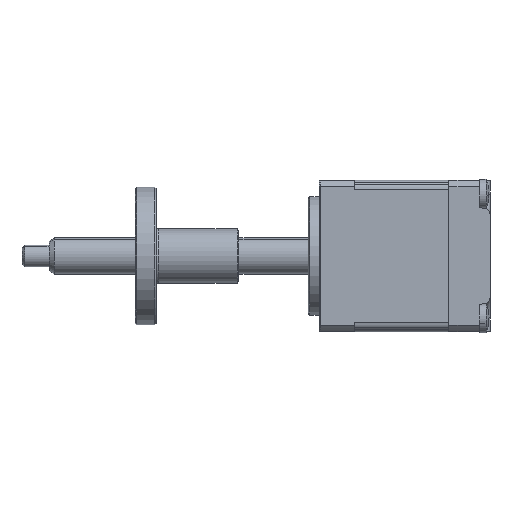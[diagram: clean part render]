
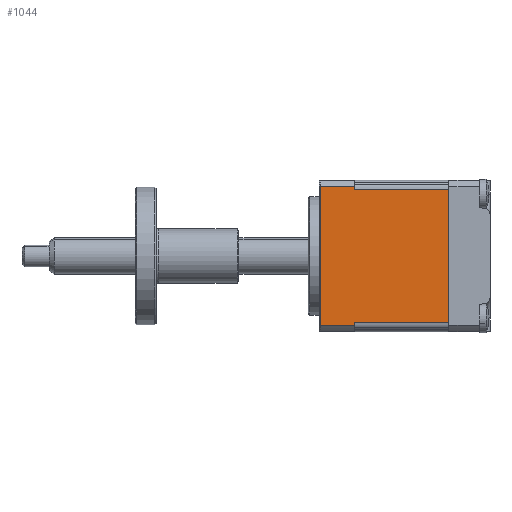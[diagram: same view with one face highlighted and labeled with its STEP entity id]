
A CAD part, left-side view. The second image highlights one B-rep face of the part: STEP entity #1044.
In plain terms, the highlighted planar face has unit normal (-1, 0, 0).
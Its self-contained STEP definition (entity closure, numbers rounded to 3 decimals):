
#42 = CARTESIAN_POINT ( 'NONE',  ( -16.455, -9.724, 45.847 ) ) ;
#67 = CARTESIAN_POINT ( 'NONE',  ( -16.455, 7.776, 20.698 ) ) ;
#598 = ORIENTED_EDGE ( 'NONE', *, *, #3535, .T. ) ;
#609 = DIRECTION ( 'NONE',  ( 0., 1., 0. ) ) ;
#687 = DIRECTION ( 'NONE',  ( 0., 0., -1. ) ) ;
#829 = PLANE ( 'NONE',  #5250 ) ;
#1044 = ADVANCED_FACE ( 'NONE', ( #4950 ), #829, .F. ) ;
#1097 = DIRECTION ( 'NONE',  ( 0., 1., 0. ) ) ;
#1185 = LINE ( 'NONE', #9018, #8257 ) ;
#1499 = CARTESIAN_POINT ( 'NONE',  ( -16.455, 14.076, 20.698 ) ) ;
#1746 = DIRECTION ( 'NONE',  ( 0., 0., -1. ) ) ;
#1814 = DIRECTION ( 'NONE',  ( 0., 0., 1. ) ) ;
#1864 = ORIENTED_EDGE ( 'NONE', *, *, #6922, .F. ) ;
#1965 = CARTESIAN_POINT ( 'NONE',  ( -16.455, -9.724, 45.847 ) ) ;
#1977 = VERTEX_POINT ( 'NONE', #1965 ) ;
#2185 = VECTOR ( 'NONE', #8271, 1000. ) ;
#2242 = VECTOR ( 'NONE', #1097, 1000. ) ;
#2565 = EDGE_CURVE ( 'NONE', #10293, #3070, #11221, .T. ) ;
#2641 = LINE ( 'NONE', #11618, #4259 ) ;
#3070 = VERTEX_POINT ( 'NONE', #1499 ) ;
#3192 = EDGE_CURVE ( 'NONE', #1977, #8567, #1185, .T. ) ;
#3290 = DIRECTION ( 'NONE',  ( 0., 1., 0. ) ) ;
#3535 = EDGE_CURVE ( 'NONE', #1977, #8473, #7846, .T. ) ;
#3679 = VERTEX_POINT ( 'NONE', #11841 ) ;
#3681 = ORIENTED_EDGE ( 'NONE', *, *, #11377, .F. ) ;
#3814 = LINE ( 'NONE', #67, #8898 ) ;
#3869 = EDGE_CURVE ( 'NONE', #8567, #3679, #9232, .T. ) ;
#4259 = VECTOR ( 'NONE', #609, 1000. ) ;
#4616 = CARTESIAN_POINT ( 'NONE',  ( -16.455, -9.724, 45.847 ) ) ;
#4697 = LINE ( 'NONE', #11871, #2185 ) ;
#4817 = DIRECTION ( 'NONE',  ( 0., 0., -1. ) ) ;
#4950 = FACE_OUTER_BOUND ( 'NONE', #5931, .T. ) ;
#5083 = ORIENTED_EDGE ( 'NONE', *, *, #3192, .F. ) ;
#5250 = AXIS2_PLACEMENT_3D ( 'NONE', #4616, #7366, #1814 ) ;
#5630 = CARTESIAN_POINT ( 'NONE',  ( -16.455, -9.724, 21.353 ) ) ;
#5637 = CARTESIAN_POINT ( 'NONE',  ( -16.455, 7.776, 46.502 ) ) ;
#5931 = EDGE_LOOP ( 'NONE', ( #598, #1864, #10245, #11872, #3681, #6516, #6368, #5083 ) ) ;
#6368 = ORIENTED_EDGE ( 'NONE', *, *, #3869, .F. ) ;
#6449 = VECTOR ( 'NONE', #3290, 1000. ) ;
#6516 = ORIENTED_EDGE ( 'NONE', *, *, #7011, .F. ) ;
#6922 = EDGE_CURVE ( 'NONE', #10114, #8473, #4697, .T. ) ;
#6924 = CARTESIAN_POINT ( 'NONE',  ( -16.455, 14.076, 46.502 ) ) ;
#6944 = CARTESIAN_POINT ( 'NONE',  ( -16.455, 6.676, 20.698 ) ) ;
#7011 = EDGE_CURVE ( 'NONE', #3679, #8630, #3814, .T. ) ;
#7101 = DIRECTION ( 'NONE',  ( 0., 1., 0. ) ) ;
#7297 = VECTOR ( 'NONE', #7101, 1000. ) ;
#7366 = DIRECTION ( 'NONE',  ( 1., 0., 0. ) ) ;
#7571 = CARTESIAN_POINT ( 'NONE',  ( -16.455, 7.776, 20.698 ) ) ;
#7588 = CARTESIAN_POINT ( 'NONE',  ( -16.455, -9.724, 21.353 ) ) ;
#7846 = LINE ( 'NONE', #42, #7297 ) ;
#8257 = VECTOR ( 'NONE', #1746, 1000. ) ;
#8271 = DIRECTION ( 'NONE',  ( 0., 0., -1. ) ) ;
#8473 = VERTEX_POINT ( 'NONE', #8755 ) ;
#8567 = VERTEX_POINT ( 'NONE', #5630 ) ;
#8630 = VERTEX_POINT ( 'NONE', #7571 ) ;
#8755 = CARTESIAN_POINT ( 'NONE',  ( -16.455, 7.776, 45.847 ) ) ;
#8798 = LINE ( 'NONE', #6944, #6449 ) ;
#8811 = VECTOR ( 'NONE', #687, 1000. ) ;
#8898 = VECTOR ( 'NONE', #4817, 1000. ) ;
#9018 = CARTESIAN_POINT ( 'NONE',  ( -16.455, -9.724, 45.847 ) ) ;
#9232 = LINE ( 'NONE', #7588, #2242 ) ;
#9884 = EDGE_CURVE ( 'NONE', #10114, #10293, #2641, .T. ) ;
#10114 = VERTEX_POINT ( 'NONE', #5637 ) ;
#10245 = ORIENTED_EDGE ( 'NONE', *, *, #9884, .T. ) ;
#10293 = VERTEX_POINT ( 'NONE', #6924 ) ;
#11221 = LINE ( 'NONE', #11697, #8811 ) ;
#11377 = EDGE_CURVE ( 'NONE', #8630, #3070, #8798, .T. ) ;
#11618 = CARTESIAN_POINT ( 'NONE',  ( -16.455, 6.676, 46.502 ) ) ;
#11697 = CARTESIAN_POINT ( 'NONE',  ( -16.455, 14.076, 20.698 ) ) ;
#11841 = CARTESIAN_POINT ( 'NONE',  ( -16.455, 7.776, 21.353 ) ) ;
#11871 = CARTESIAN_POINT ( 'NONE',  ( -16.455, 7.776, 20.698 ) ) ;
#11872 = ORIENTED_EDGE ( 'NONE', *, *, #2565, .T. ) ;
